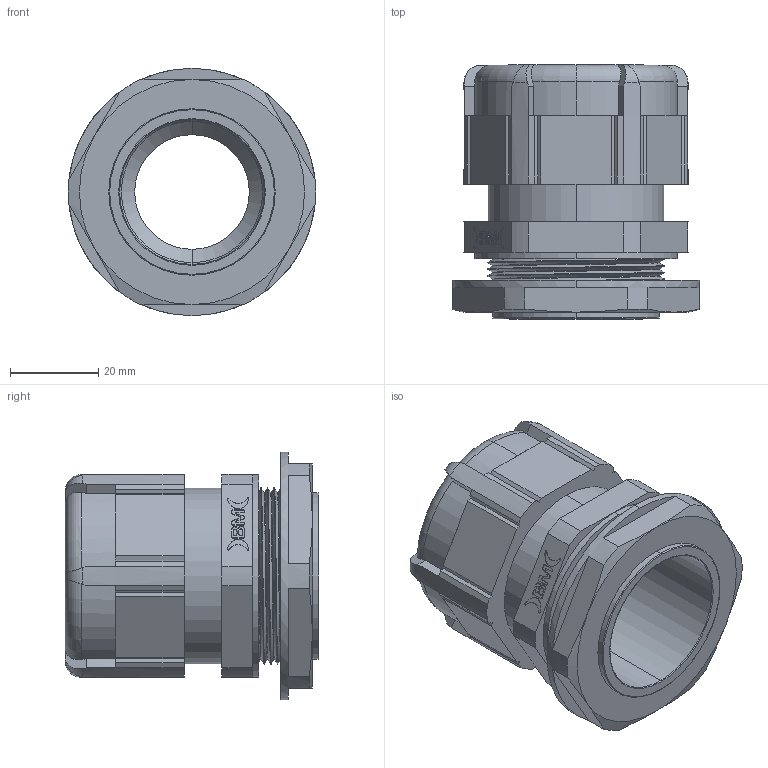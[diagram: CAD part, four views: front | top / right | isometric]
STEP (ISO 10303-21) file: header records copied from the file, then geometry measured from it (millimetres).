
FILE_DESCRIPTION (( 'STEP AP203' ), '1' );
FILE_NAME ('4740.STEP', '2026-03-12T12:47:32', ( '' ), ( '' ), 'SwSTEP 2.0', 'SolidWorks 2025', '' );
FILE_SCHEMA (( 'CONFIG_CONTROL_DESIGN' ));
Length unit declared in the file: millimetre
Products named in the file (1): 4740
Bounding box: 56 x 57.5 x 56 mm (x, y, z)
Volume: 55633.8 mm3; surface area: 20531.4 mm2
Topology: 1 solids, 1 shells, 340 faces, 911 edges, 596 vertices
Faces by surface type: plane 187, bspline 89, cylinder 35, torus 21, cone 8
Entity records: 16917 total; most frequent: CARTESIAN_POINT 9013, ORIENTED_EDGE 1820, DIRECTION 1294, EDGE_CURVE 910, VERTEX_POINT 594, LINE 544, VECTOR 544, AXIS2_PLACEMENT_3D 375
